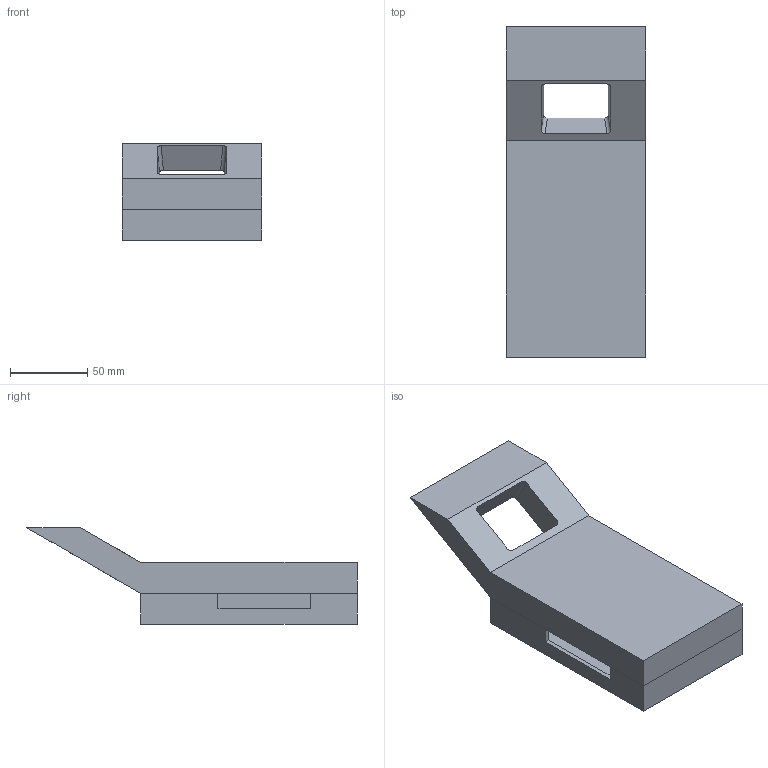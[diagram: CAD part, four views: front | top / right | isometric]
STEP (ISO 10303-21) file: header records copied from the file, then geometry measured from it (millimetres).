
FILE_DESCRIPTION(/* description */ ('','CAx-IF Rec.Pracs.---Representation and Presentation of Product Manufacturing Information (PMI)---4.0---2014-10-13'),/* implementation_level */ '2;1');
FILE_NAME(/* name */ 'Case.step',/* time_stamp */ '2025-01-12T20:33:27-08:00',/* author */ (''),/* organization */ (''),/* preprocessor_version */ 'ST-DEVELOPER v20',/* originating_system */ 'Autodesk Translation Framework v13.20.0.188',/* authorisation */ '');
FILE_SCHEMA (('AP242_MANAGED_MODEL_BASED_3D_ENGINEERING_MIM_LF { 1 0 10303 442 1 1 4 }'));
Length unit declared in the file: millimetre
Products named in the file (3): Assembly; Front Plate; Back Plate
Assembly tree (2 placements, depth 2):
  Assembly
    Front Plate
    Back Plate
Bounding box: 90 x 213.61 x 62.5 mm (x, y, z)
Volume: 144605.3 mm3; surface area: 99679.7 mm2
Topology: 10 solids, 10 shells, 130 faces, 314 edges, 209 vertices
Faces by surface type: plane 106, cylinder 24
Full cylindrical faces by diameter (mm): 1 x4, 2 x4
Entity records: 3843 total; most frequent: CARTESIAN_POINT 658, DIRECTION 634, ORIENTED_EDGE 628, EDGE_CURVE 314, LINE 264, VECTOR 264, VERTEX_POINT 209, AXIS2_PLACEMENT_3D 185
